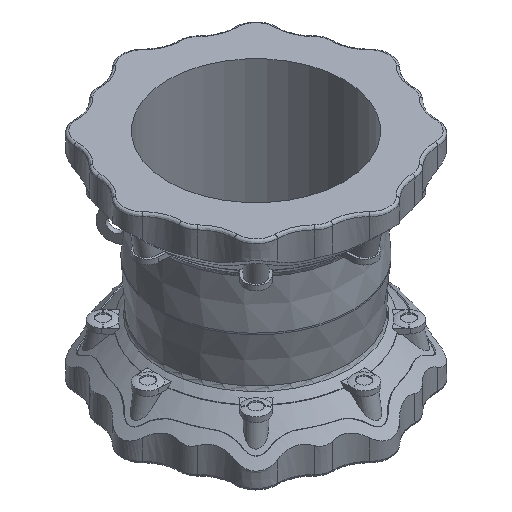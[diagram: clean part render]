
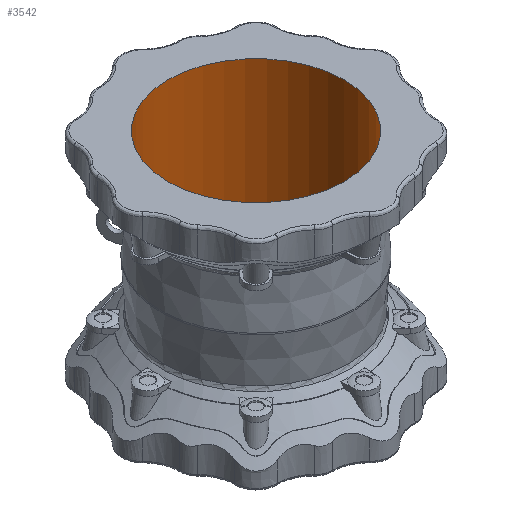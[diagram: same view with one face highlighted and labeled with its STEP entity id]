
A CAD part, isometric view. The second image highlights one B-rep face of the part: STEP entity #3542.
In plain terms, the highlighted cylindrical face has radius 178 mm (diameter 356 mm), a full revolution.
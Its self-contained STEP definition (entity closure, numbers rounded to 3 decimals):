
#2625 = DIRECTION ( 'NONE',  ( 1., 0., 0. ) ) ;
#2684 = DIRECTION ( 'NONE',  ( 0., 0., 1. ) ) ;
#2686 = CARTESIAN_POINT ( 'NONE',  ( 0., 0., -219. ) ) ;
#3270 = FACE_OUTER_BOUND ( 'NONE', #4483, .T. ) ;
#3272 = FACE_OUTER_BOUND ( 'NONE', #4534, .T. ) ;
#3276 = CYLINDRICAL_SURFACE ( 'NONE', #9406, 178. ) ;
#3542 = ADVANCED_FACE ( 'NONE', ( #3272, #3270 ), #3276, .F. ) ;
#4483 = EDGE_LOOP ( 'NONE', ( #6968 ) ) ;
#4534 = EDGE_LOOP ( 'NONE', ( #6967 ) ) ;
#5214 = AXIS2_PLACEMENT_3D ( 'NONE', #22034, #22036, #22038 ) ;
#5396 = AXIS2_PLACEMENT_3D ( 'NONE', #34546, #34547, #34548 ) ;
#6967 = ORIENTED_EDGE ( 'NONE', *, *, #9128, .F. ) ;
#6968 = ORIENTED_EDGE ( 'NONE', *, *, #15703, .T. ) ;
#8313 = CARTESIAN_POINT ( 'NONE',  ( 178., 0., -219. ) ) ;
#8320 = CARTESIAN_POINT ( 'NONE',  ( 178., 0., 219. ) ) ;
#9128 = EDGE_CURVE ( 'NONE', #35137, #35137, #16526, .T. ) ;
#9406 = AXIS2_PLACEMENT_3D ( 'NONE', #2686, #2684, #2625 ) ;
#15703 = EDGE_CURVE ( 'NONE', #35141, #35141, #34687, .T. ) ;
#16526 = CIRCLE ( 'NONE', #5214, 178. ) ;
#22034 = CARTESIAN_POINT ( 'NONE',  ( 0., 0., -219. ) ) ;
#22036 = DIRECTION ( 'NONE',  ( 0., 0., 1. ) ) ;
#22038 = DIRECTION ( 'NONE',  ( 1., 0., 0. ) ) ;
#34546 = CARTESIAN_POINT ( 'NONE',  ( 0., 0., 219. ) ) ;
#34547 = DIRECTION ( 'NONE',  ( 0., 0., 1. ) ) ;
#34548 = DIRECTION ( 'NONE',  ( 1., 0., 0. ) ) ;
#34687 = CIRCLE ( 'NONE', #5396, 178. ) ;
#35137 = VERTEX_POINT ( 'NONE', #8313 ) ;
#35141 = VERTEX_POINT ( 'NONE', #8320 ) ;
